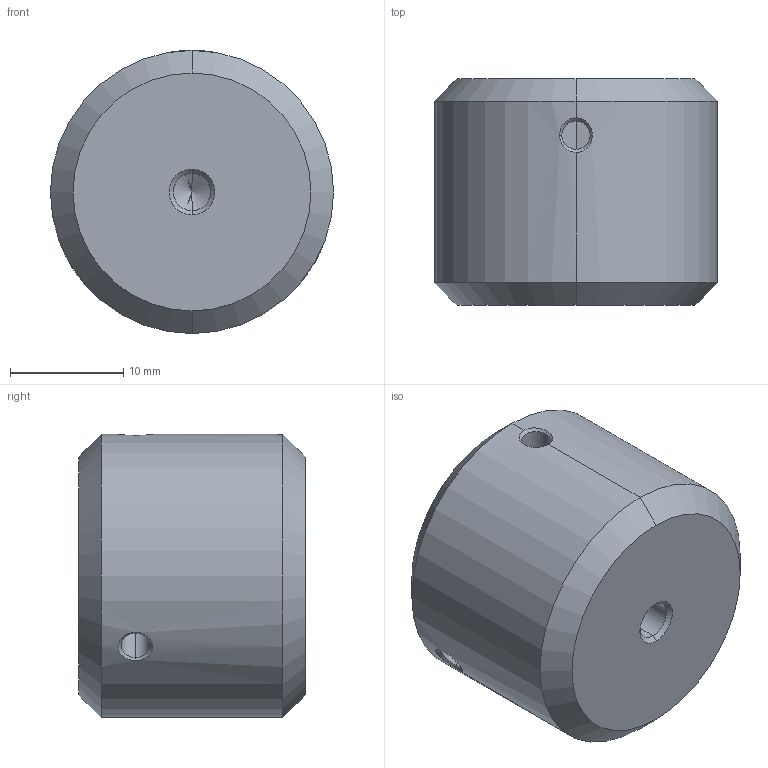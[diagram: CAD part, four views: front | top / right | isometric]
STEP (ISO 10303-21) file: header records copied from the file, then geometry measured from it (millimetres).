
FILE_DESCRIPTION (( 'STEP AP214' ), '1' );
FILE_NAME ('OM-004-020-120_01.STEP', '2024-10-12T18:33:38', ( '' ), ( '' ), 'SwSTEP 2.0', 'SolidWorks 2022', '' );
FILE_SCHEMA (( 'AUTOMOTIVE_DESIGN' ));
Length unit declared in the file: millimetre
Products named in the file (1): OM-004-020-120_01
Bounding box: 25 x 20 x 25 mm (x, y, z)
Volume: 8429.5 mm3; surface area: 2856.3 mm2
Topology: 1 solids, 1 shells, 29 faces, 70 edges, 41 vertices
Faces by surface type: cone 14, cylinder 12, plane 3
Entity records: 1180 total; most frequent: CARTESIAN_POINT 395, ORIENTED_EDGE 136, DIRECTION 136, EDGE_CURVE 68, AXIS2_PLACEMENT_3D 54, VERTEX_POINT 41, EDGE_LOOP 35, ADVANCED_FACE 29
